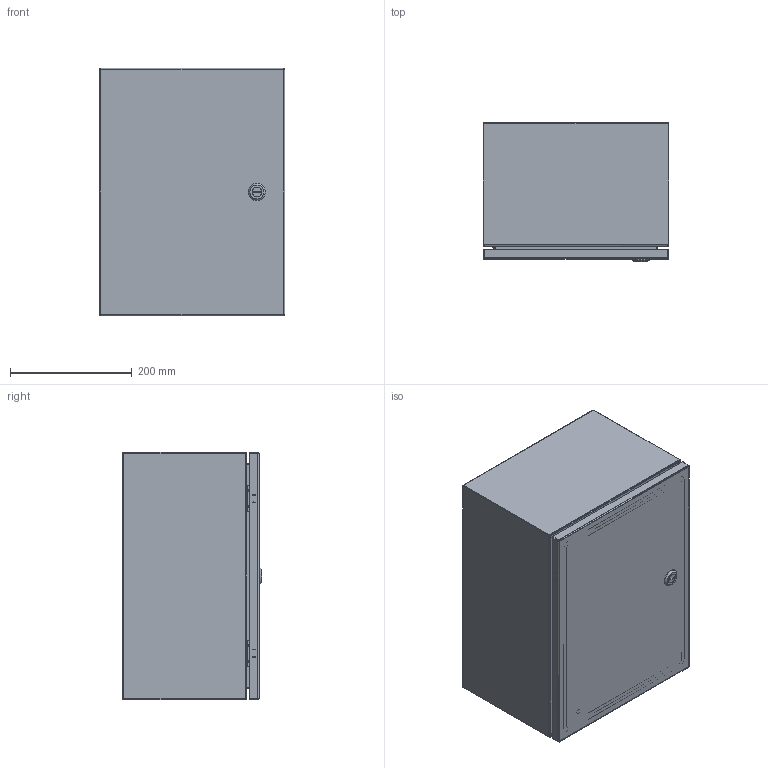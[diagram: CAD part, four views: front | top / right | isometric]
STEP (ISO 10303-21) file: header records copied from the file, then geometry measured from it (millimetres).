
FILE_DESCRIPTION (( 'STEP AP203' ), '1' );
FILE_NAME ('EN4SD16128SS_Default.step', '2019-11-14T20:42:01', ( '' ), ( '' ), 'SwSTEP 2.0', 'SolidWorks 2019', '' );
FILE_SCHEMA (( 'CONFIG_CONTROL_DESIGN' ));
Length unit declared in the file: inch
Products named in the file (1): EN4SD16128SS_Default
Bounding box: 304.8 x 228.14 x 406.4 mm (x, y, z)
Volume: 971958.8 mm3; surface area: 1296269.4 mm2
Topology: 20 solids, 21 shells, 639 faces, 1469 edges, 898 vertices
Faces by surface type: plane 301, cylinder 204, bspline 96, cone 22, torus 16
Entity records: 21448 total; most frequent: CARTESIAN_POINT 7332, ORIENTED_EDGE 2930, DIRECTION 2855, EDGE_CURVE 1465, AXIS2_PLACEMENT_3D 1014, VERTEX_POINT 898, LINE 827, VECTOR 827
